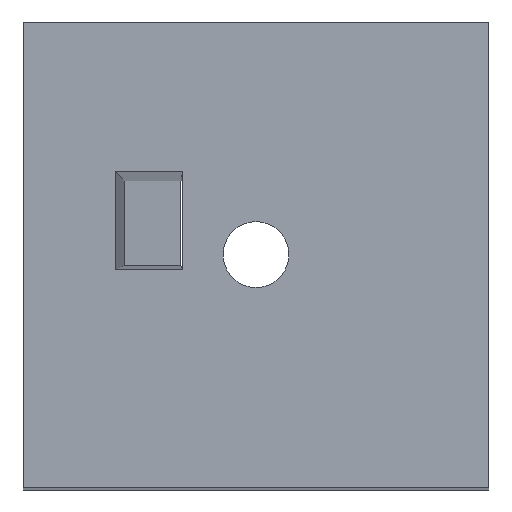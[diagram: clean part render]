
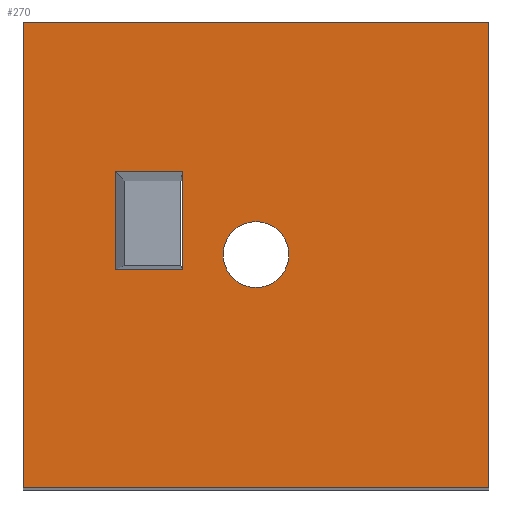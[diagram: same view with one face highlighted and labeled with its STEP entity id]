
A CAD part, top view. The second image highlights one B-rep face of the part: STEP entity #270.
In plain terms, the highlighted planar face has unit normal (0, 0, 1).
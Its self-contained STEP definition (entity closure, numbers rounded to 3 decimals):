
#266=CIRCLE('',#845,0.425);
#270=ADVANCED_FACE('',(#336,#337,#338),#304,.F.);
#304=PLANE('',#846);
#336=FACE_BOUND('',#347,.T.);
#337=FACE_BOUND('',#348,.T.);
#338=FACE_BOUND('',#349,.T.);
#347=EDGE_LOOP('',(#393,#394,#395,#396));
#348=EDGE_LOOP('',(#397,#398,#399,#400));
#349=EDGE_LOOP('',(#401));
#393=ORIENTED_EDGE('',*,*,#612,.T.);
#394=ORIENTED_EDGE('',*,*,#613,.F.);
#395=ORIENTED_EDGE('',*,*,#614,.F.);
#396=ORIENTED_EDGE('',*,*,#615,.T.);
#397=ORIENTED_EDGE('',*,*,#616,.T.);
#398=ORIENTED_EDGE('',*,*,#617,.F.);
#399=ORIENTED_EDGE('',*,*,#618,.T.);
#400=ORIENTED_EDGE('',*,*,#619,.F.);
#401=ORIENTED_EDGE('',*,*,#620,.T.);
#559=VERTEX_POINT('',#1060);
#560=VERTEX_POINT('',#1061);
#561=VERTEX_POINT('',#1063);
#562=VERTEX_POINT('',#1065);
#563=VERTEX_POINT('',#1068);
#564=VERTEX_POINT('',#1069);
#565=VERTEX_POINT('',#1071);
#566=VERTEX_POINT('',#1073);
#567=VERTEX_POINT('',#1076);
#612=EDGE_CURVE('',#559,#560,#695,.T.);
#613=EDGE_CURVE('',#561,#560,#696,.T.);
#614=EDGE_CURVE('',#562,#561,#697,.T.);
#615=EDGE_CURVE('',#562,#559,#698,.T.);
#616=EDGE_CURVE('',#563,#564,#699,.T.);
#617=EDGE_CURVE('',#565,#564,#700,.T.);
#618=EDGE_CURVE('',#565,#566,#701,.T.);
#619=EDGE_CURVE('',#563,#566,#702,.T.);
#620=EDGE_CURVE('',#567,#567,#266,.T.);
#695=LINE('',#1059,#773);
#696=LINE('',#1062,#774);
#697=LINE('',#1064,#775);
#698=LINE('',#1066,#776);
#699=LINE('',#1067,#777);
#700=LINE('',#1070,#778);
#701=LINE('',#1072,#779);
#702=LINE('',#1074,#780);
#773=VECTOR('',#895,1.);
#774=VECTOR('',#896,1.);
#775=VECTOR('',#897,1.);
#776=VECTOR('',#898,1.);
#777=VECTOR('',#899,1.);
#778=VECTOR('',#900,1.);
#779=VECTOR('',#901,1.);
#780=VECTOR('',#902,1.);
#845=AXIS2_PLACEMENT_3D('',#1075,#903,#904);
#846=AXIS2_PLACEMENT_3D('',#1077,#905,#906);
#895=DIRECTION('',(0.,-1.,0.));
#896=DIRECTION('',(1.,0.,0.));
#897=DIRECTION('',(0.,-1.,0.));
#898=DIRECTION('',(1.,0.,0.));
#899=DIRECTION('',(-1.,0.,0.));
#900=DIRECTION('',(0.,1.,0.));
#901=DIRECTION('',(1.,0.,0.));
#902=DIRECTION('',(0.,-1.,0.));
#903=DIRECTION('',(0.,0.,-1.));
#904=DIRECTION('',(-1.,0.,0.));
#905=DIRECTION('',(0.,0.,-1.));
#906=DIRECTION('',(-1.,0.,0.));
#1059=CARTESIAN_POINT('',(-0.947,2.,0.));
#1060=CARTESIAN_POINT('',(-0.947,1.076,0.));
#1061=CARTESIAN_POINT('',(-0.947,-0.19,0.));
#1062=CARTESIAN_POINT('',(-2.,-0.19,0.));
#1063=CARTESIAN_POINT('',(-1.812,-0.19,0.));
#1064=CARTESIAN_POINT('',(-1.812,2.,0.));
#1065=CARTESIAN_POINT('',(-1.812,1.076,0.));
#1066=CARTESIAN_POINT('',(-2.,1.076,0.));
#1067=CARTESIAN_POINT('',(0.,3.,0.));
#1068=CARTESIAN_POINT('',(3.,3.,0.));
#1069=CARTESIAN_POINT('',(-3.,3.,0.));
#1070=CARTESIAN_POINT('',(-3.,-3.,0.));
#1071=CARTESIAN_POINT('',(-3.,-3.,0.));
#1072=CARTESIAN_POINT('',(0.,-3.,0.));
#1073=CARTESIAN_POINT('',(3.,-3.,0.));
#1074=CARTESIAN_POINT('',(3.,3.,0.));
#1075=CARTESIAN_POINT('',(0.,0.,0.));
#1076=CARTESIAN_POINT('',(-0.425,0.,0.));
#1077=CARTESIAN_POINT('',(-3.,-3.,0.));
